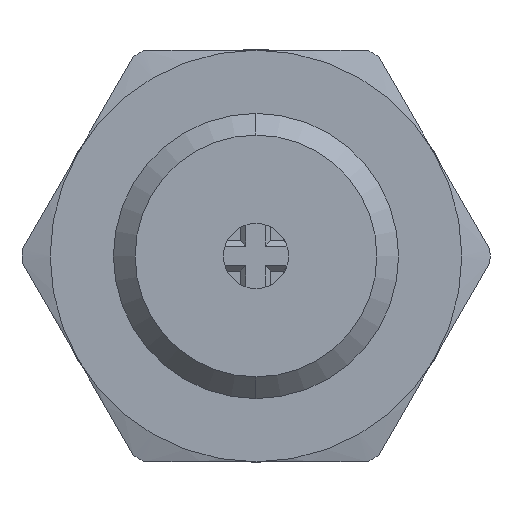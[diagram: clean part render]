
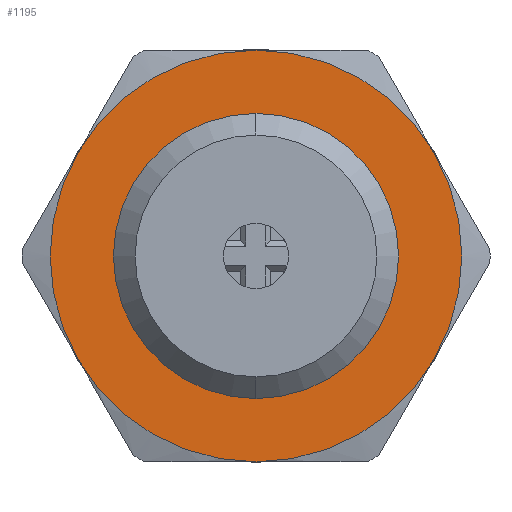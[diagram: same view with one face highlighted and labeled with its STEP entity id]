
A CAD part, left-side view. The second image highlights one B-rep face of the part: STEP entity #1195.
In plain terms, the highlighted planar face has unit normal (-1, 0, 0).
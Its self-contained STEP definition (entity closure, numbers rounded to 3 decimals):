
#234=CARTESIAN_POINT('',(-6.5,-8.227,-4.75));
#255=CARTESIAN_POINT('',(-6.5,0.,0.));
#256=DIRECTION('',(-1.,0.,0.));
#257=DIRECTION('',(0.,0.866,-0.5));
#258=AXIS2_PLACEMENT_3D('',#255,#256,#257);
#260=CARTESIAN_POINT('',(-6.5,0.,0.));
#261=DIRECTION('',(-1.,0.,0.));
#262=DIRECTION('',(0.,0.866,0.5));
#263=AXIS2_PLACEMENT_3D('',#260,#261,#262);
#265=CARTESIAN_POINT('',(-6.5,0.,0.));
#266=DIRECTION('',(-1.,0.,0.));
#267=DIRECTION('',(0.,0.,1.));
#268=AXIS2_PLACEMENT_3D('',#265,#266,#267);
#270=CARTESIAN_POINT('',(-6.5,0.,0.));
#271=DIRECTION('',(-1.,0.,0.));
#272=DIRECTION('',(0.,-0.866,0.5));
#273=AXIS2_PLACEMENT_3D('',#270,#271,#272);
#275=CARTESIAN_POINT('',(-6.5,0.,0.));
#276=DIRECTION('',(-1.,0.,0.));
#277=DIRECTION('',(0.,-0.866,-0.5));
#278=AXIS2_PLACEMENT_3D('',#275,#276,#277);
#280=CARTESIAN_POINT('',(-6.5,0.,0.));
#281=DIRECTION('',(-1.,0.,0.));
#282=DIRECTION('',(0.,0.,-1.));
#283=AXIS2_PLACEMENT_3D('',#280,#281,#282);
#285=CARTESIAN_POINT('',(-6.5,0.,0.));
#286=DIRECTION('',(1.,0.,0.));
#287=DIRECTION('',(0.,0.,-1.));
#288=AXIS2_PLACEMENT_3D('',#285,#286,#287);
#290=CARTESIAN_POINT('',(-6.5,0.,0.));
#291=DIRECTION('',(1.,0.,0.));
#292=DIRECTION('',(0.,0.,1.));
#293=AXIS2_PLACEMENT_3D('',#290,#291,#292);
#338=CARTESIAN_POINT('',(-6.5,8.227,-4.75));
#359=CARTESIAN_POINT('',(-6.5,8.227,4.75));
#411=CARTESIAN_POINT('',(-6.5,0.,-9.5));
#695=VERTEX_POINT('',#338);
#700=VERTEX_POINT('',#411);
#702=VERTEX_POINT('',#234);
#743=CARTESIAN_POINT('',(-6.5,-8.227,4.75));
#744=CARTESIAN_POINT('',(-6.5,0.,9.5));
#745=VERTEX_POINT('',#743);
#746=VERTEX_POINT('',#744);
#761=CARTESIAN_POINT('',(-6.5,0.,-6.58));
#762=CARTESIAN_POINT('',(-6.5,0.,6.58));
#763=VERTEX_POINT('',#761);
#764=VERTEX_POINT('',#762);
#773=VERTEX_POINT('',#359);
#1171=CARTESIAN_POINT('',(-6.5,6.58,0.));
#1172=DIRECTION('',(1.,0.,0.));
#1173=DIRECTION('',(0.,0.,-1.));
#1174=AXIS2_PLACEMENT_3D('',#1171,#1172,#1173);
#1175=PLANE('',#1174);
#1177=ORIENTED_EDGE('',*,*,#1176,.F.);
#1179=ORIENTED_EDGE('',*,*,#1178,.F.);
#1181=ORIENTED_EDGE('',*,*,#1180,.F.);
#1183=ORIENTED_EDGE('',*,*,#1182,.F.);
#1184=ORIENTED_EDGE('',*,*,#1164,.F.);
#1186=ORIENTED_EDGE('',*,*,#1185,.F.);
#1187=EDGE_LOOP('',(#1177,#1179,#1181,#1183,#1184,#1186));
#1188=FACE_OUTER_BOUND('',#1187,.F.);
#1190=ORIENTED_EDGE('',*,*,#1189,.F.);
#1192=ORIENTED_EDGE('',*,*,#1191,.F.);
#1193=EDGE_LOOP('',(#1190,#1192));
#1194=FACE_BOUND('',#1193,.F.);
#1195=ADVANCED_FACE('',(#1188,#1194),#1175,.F.);
#259=CIRCLE('',#258,9.5);
#264=CIRCLE('',#263,9.5);
#269=CIRCLE('',#268,9.5);
#274=CIRCLE('',#273,9.5);
#279=CIRCLE('',#278,9.5);
#284=CIRCLE('',#283,9.5);
#289=CIRCLE('',#288,6.58);
#294=CIRCLE('',#293,6.58);
#1164=EDGE_CURVE('',#702,#745,#279,.T.);
#1176=EDGE_CURVE('',#695,#700,#259,.T.);
#1178=EDGE_CURVE('',#773,#695,#264,.T.);
#1180=EDGE_CURVE('',#746,#773,#269,.T.);
#1182=EDGE_CURVE('',#745,#746,#274,.T.);
#1185=EDGE_CURVE('',#700,#702,#284,.T.);
#1189=EDGE_CURVE('',#763,#764,#289,.T.);
#1191=EDGE_CURVE('',#764,#763,#294,.T.);
